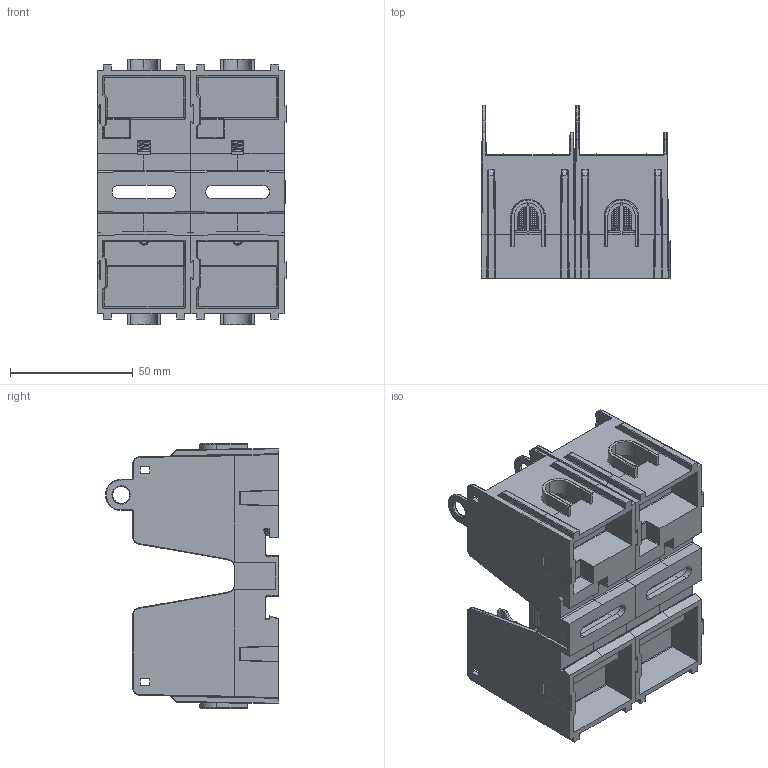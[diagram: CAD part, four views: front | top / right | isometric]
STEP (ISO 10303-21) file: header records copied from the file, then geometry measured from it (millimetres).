
FILE_DESCRIPTION (( 'STEP AP214' ), '1' );
FILE_NAME ('OUT-380446-2.STEP', '2024-02-27T13:57:12', ( '' ), ( '' ), 'SwSTEP 2.0', 'SolidWorks 2021', '' );
FILE_SCHEMA (( 'AUTOMOTIVE_DESIGN' ));
Length unit declared in the file: inch
Products named in the file (9): 220034_2022N118; 360388; F08936_90272A147; 330836_OVER CLIP; 370039_-101; OUT-380446-2; C08970; 410047; 310170
Assembly tree (16 placements, depth 3):
  OUT-380446-2
    360388  x4
      370039_-101
      330836_OVER CLIP
      C08970
      310170
    410047  x2
    F08936_90272A147  x4
    220034_2022N118  x2
Bounding box: 77.22 x 70.36 x 107.94 mm (x, y, z)
Volume: 117749.9 mm3; surface area: 116160.8 mm2
Topology: 24 solids, 24 shells, 3880 faces, 9384 edges, 5558 vertices
Faces by surface type: plane 1642, cylinder 1388, cone 288, bspline 240, sphere 230, torus 92
Entity records: 49193 total; most frequent: CARTESIAN_POINT 16052, ORIENTED_EDGE 7150, DIRECTION 6628, EDGE_CURVE 3575, AXIS2_PLACEMENT_3D 2280, VERTEX_POINT 2119, LINE 2068, VECTOR 2068
